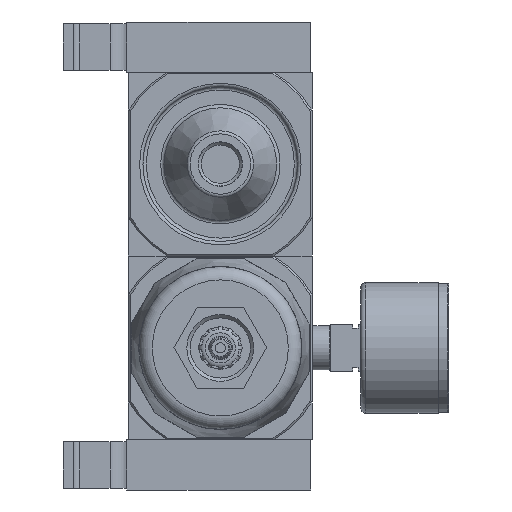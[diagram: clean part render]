
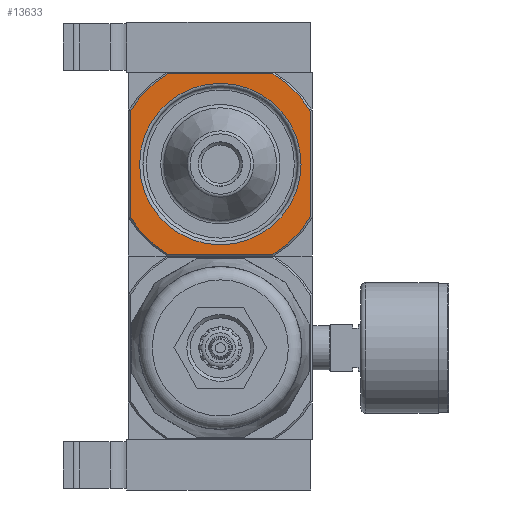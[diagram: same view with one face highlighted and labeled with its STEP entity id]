
A CAD part, front view. The second image highlights one B-rep face of the part: STEP entity #13633.
In plain terms, the highlighted planar face has unit normal (0, -1, 0).
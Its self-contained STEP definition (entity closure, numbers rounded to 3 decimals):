
#1078=CIRCLE('',#18642,24.15);
#1079=CIRCLE('',#18643,31.25);
#1080=CIRCLE('',#18644,31.25);
#1081=CIRCLE('',#18645,31.25);
#1082=CIRCLE('',#18646,31.25);
#2731=ORIENTED_EDGE('',*,*,#6198,.F.);
#2732=ORIENTED_EDGE('',*,*,#6199,.T.);
#2733=ORIENTED_EDGE('',*,*,#6200,.T.);
#2734=ORIENTED_EDGE('',*,*,#6195,.T.);
#2735=ORIENTED_EDGE('',*,*,#6201,.T.);
#2736=ORIENTED_EDGE('',*,*,#6202,.F.);
#2737=ORIENTED_EDGE('',*,*,#6203,.T.);
#2738=ORIENTED_EDGE('',*,*,#6204,.F.);
#2739=ORIENTED_EDGE('',*,*,#6205,.T.);
#6195=EDGE_CURVE('',#7998,#7999,#9231,.T.);
#6198=EDGE_CURVE('',#8000,#8000,#1078,.T.);
#6199=EDGE_CURVE('',#8001,#8002,#9232,.T.);
#6200=EDGE_CURVE('',#8002,#7998,#1079,.T.);
#6201=EDGE_CURVE('',#7999,#8003,#1080,.T.);
#6202=EDGE_CURVE('',#8004,#8003,#9233,.T.);
#6203=EDGE_CURVE('',#8004,#8005,#1081,.T.);
#6204=EDGE_CURVE('',#8006,#8005,#9234,.T.);
#6205=EDGE_CURVE('',#8006,#8001,#1082,.T.);
#7998=VERTEX_POINT('',#25486);
#7999=VERTEX_POINT('',#25487);
#8000=VERTEX_POINT('',#25498);
#8001=VERTEX_POINT('',#25500);
#8002=VERTEX_POINT('',#25501);
#8003=VERTEX_POINT('',#25504);
#8004=VERTEX_POINT('',#25506);
#8005=VERTEX_POINT('',#25508);
#8006=VERTEX_POINT('',#25510);
#9231=LINE('',#25485,#10138);
#9232=LINE('',#25499,#10139);
#9233=LINE('',#25505,#10140);
#9234=LINE('',#25509,#10141);
#10138=VECTOR('',#21195,1000.);
#10139=VECTOR('',#21200,1000.);
#10140=VECTOR('',#21205,1000.);
#10141=VECTOR('',#21208,1000.);
#11030=EDGE_LOOP('',(#2731));
#11031=EDGE_LOOP('',(#2732,#2733,#2734,#2735,#2736,#2737,#2738,#2739));
#12141=FACE_BOUND('',#11030,.T.);
#12142=FACE_BOUND('',#11031,.T.);
#13044=PLANE('',#18641);
#13633=ADVANCED_FACE('',(#12141,#12142),#13044,.F.);
#18641=AXIS2_PLACEMENT_3D('',#25496,#21196,#21197);
#18642=AXIS2_PLACEMENT_3D('',#25497,#21198,#21199);
#18643=AXIS2_PLACEMENT_3D('',#25502,#21201,#21202);
#18644=AXIS2_PLACEMENT_3D('',#25503,#21203,#21204);
#18645=AXIS2_PLACEMENT_3D('',#25507,#21206,#21207);
#18646=AXIS2_PLACEMENT_3D('',#25511,#21209,#21210);
#21195=DIRECTION('',(0.,0.,-1.));
#21196=DIRECTION('',(0.,1.,0.));
#21197=DIRECTION('',(0.,0.,1.));
#21198=DIRECTION('',(0.,-1.,0.));
#21199=DIRECTION('',(0.,0.,-1.));
#21200=DIRECTION('',(-1.,0.,0.));
#21201=DIRECTION('',(0.,-1.,0.));
#21202=DIRECTION('',(0.,0.,-1.));
#21203=DIRECTION('',(0.,-1.,0.));
#21204=DIRECTION('',(0.,0.,-1.));
#21205=DIRECTION('',(-1.,0.,0.));
#21206=DIRECTION('',(0.,-1.,0.));
#21207=DIRECTION('',(0.,0.,-1.));
#21208=DIRECTION('',(0.,0.,-1.));
#21209=DIRECTION('',(0.,-1.,0.));
#21210=DIRECTION('',(0.,0.,-1.));
#25485=CARTESIAN_POINT('',(-27.,-27.5,27.5));
#25486=CARTESIAN_POINT('',(-27.,-27.5,15.734));
#25487=CARTESIAN_POINT('',(-27.,-27.5,-15.734));
#25496=CARTESIAN_POINT('',(-27.,-27.5,27.5));
#25497=CARTESIAN_POINT('',(0.,-27.5,0.));
#25498=CARTESIAN_POINT('',(0.,-27.5,-24.15));
#25499=CARTESIAN_POINT('',(33.,-27.5,27.));
#25500=CARTESIAN_POINT('',(15.734,-27.5,27.));
#25501=CARTESIAN_POINT('',(-15.734,-27.5,27.));
#25502=CARTESIAN_POINT('',(0.,-27.5,0.));
#25503=CARTESIAN_POINT('',(0.,-27.5,0.));
#25504=CARTESIAN_POINT('',(-15.734,-27.5,-27.));
#25505=CARTESIAN_POINT('',(33.,-27.5,-27.));
#25506=CARTESIAN_POINT('',(15.734,-27.5,-27.));
#25507=CARTESIAN_POINT('',(0.,-27.5,0.));
#25508=CARTESIAN_POINT('',(27.,-27.5,-15.734));
#25509=CARTESIAN_POINT('',(27.,-27.5,27.5));
#25510=CARTESIAN_POINT('',(27.,-27.5,15.734));
#25511=CARTESIAN_POINT('',(0.,-27.5,0.));
